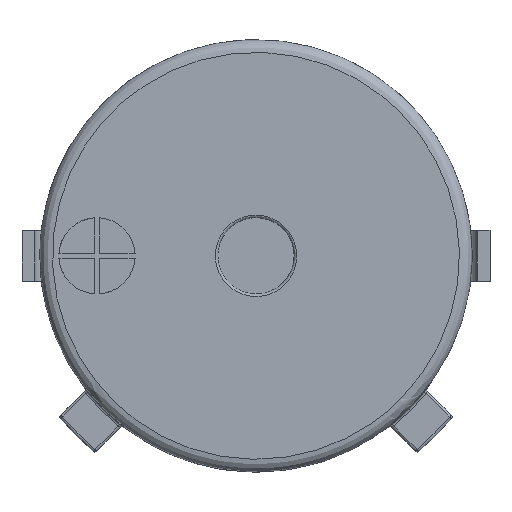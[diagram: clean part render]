
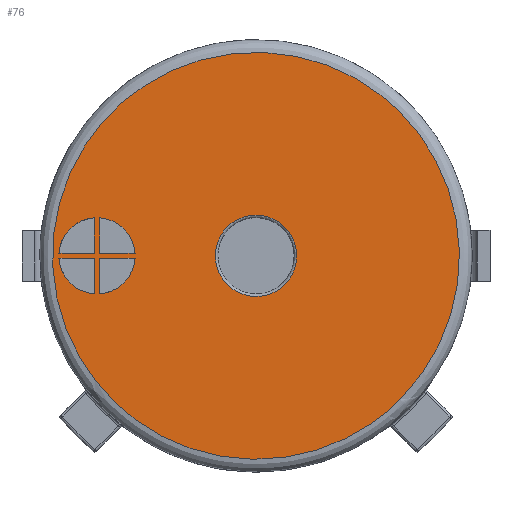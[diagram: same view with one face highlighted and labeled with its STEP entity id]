
A CAD part, top view. The second image highlights one B-rep face of the part: STEP entity #76.
In plain terms, the highlighted planar face has unit normal (0, 0, 1).
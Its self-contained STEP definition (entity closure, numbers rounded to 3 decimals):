
#58=FACE_BOUND('',#290,.T.);
#59=FACE_BOUND('',#291,.T.);
#60=FACE_BOUND('',#292,.T.);
#61=FACE_BOUND('',#293,.T.);
#62=FACE_BOUND('',#294,.T.);
#76=ADVANCED_FACE('',(#182,#58,#59,#60,#61,#62),#1598,.T.);
#182=FACE_OUTER_BOUND('',#289,.T.);
#289=EDGE_LOOP('',(#454));
#290=EDGE_LOOP('',(#455));
#291=EDGE_LOOP('',(#456,#457,#458));
#292=EDGE_LOOP('',(#459,#460,#461));
#293=EDGE_LOOP('',(#462,#463,#464));
#294=EDGE_LOOP('',(#465,#466,#467));
#454=ORIENTED_EDGE('',*,*,#919,.T.);
#455=ORIENTED_EDGE('',*,*,#922,.F.);
#456=ORIENTED_EDGE('',*,*,#1038,.T.);
#457=ORIENTED_EDGE('',*,*,#1040,.T.);
#458=ORIENTED_EDGE('',*,*,#1039,.T.);
#459=ORIENTED_EDGE('',*,*,#1047,.T.);
#460=ORIENTED_EDGE('',*,*,#1049,.T.);
#461=ORIENTED_EDGE('',*,*,#1048,.T.);
#462=ORIENTED_EDGE('',*,*,#1056,.T.);
#463=ORIENTED_EDGE('',*,*,#1058,.T.);
#464=ORIENTED_EDGE('',*,*,#1057,.T.);
#465=ORIENTED_EDGE('',*,*,#1065,.T.);
#466=ORIENTED_EDGE('',*,*,#1067,.T.);
#467=ORIENTED_EDGE('',*,*,#1066,.T.);
#919=EDGE_CURVE('',#1430,#1430,#1269,.T.);
#922=EDGE_CURVE('',#1433,#1433,#1272,.T.);
#1038=EDGE_CURVE('',#1503,#1504,#1376,.T.);
#1039=EDGE_CURVE('',#1505,#1503,#1377,.T.);
#1040=EDGE_CURVE('',#1504,#1505,#1378,.T.);
#1047=EDGE_CURVE('',#1509,#1510,#1385,.T.);
#1048=EDGE_CURVE('',#1511,#1509,#1386,.T.);
#1049=EDGE_CURVE('',#1510,#1511,#1387,.T.);
#1056=EDGE_CURVE('',#1515,#1516,#1394,.T.);
#1057=EDGE_CURVE('',#1517,#1515,#1395,.T.);
#1058=EDGE_CURVE('',#1516,#1517,#1396,.T.);
#1065=EDGE_CURVE('',#1521,#1522,#1403,.T.);
#1066=EDGE_CURVE('',#1523,#1521,#1404,.T.);
#1067=EDGE_CURVE('',#1522,#1523,#1405,.T.);
#1269=(
BOUNDED_CURVE()
B_SPLINE_CURVE(2,(#2428,#2429,#2430,#2431,#2432,#2433,#2434,#2435,#2436),
 .UNSPECIFIED.,.T.,.F.)
B_SPLINE_CURVE_WITH_KNOTS((3,2,2,2,3),(0.,12.566,25.132,
37.698,50.264),.UNSPECIFIED.)
CURVE()
GEOMETRIC_REPRESENTATION_ITEM()
RATIONAL_B_SPLINE_CURVE((1.,0.707,1.,0.707,1.,0.707,
1.,0.707,1.))
REPRESENTATION_ITEM('')
);
#1272=(
BOUNDED_CURVE()
B_SPLINE_CURVE(2,(#2449,#2450,#2451,#2452,#2453,#2454,#2455,#2456,#2457),
 .UNSPECIFIED.,.T.,.F.)
B_SPLINE_CURVE_WITH_KNOTS((3,2,2,2,3),(0.,2.513,5.026,
7.54,10.053),.UNSPECIFIED.)
CURVE()
GEOMETRIC_REPRESENTATION_ITEM()
RATIONAL_B_SPLINE_CURVE((1.,0.707,1.,0.707,1.,0.707,
1.,0.707,1.))
REPRESENTATION_ITEM('')
);
#1376=(
BOUNDED_CURVE()
B_SPLINE_CURVE(2,(#2794,#2795,#2796),.UNSPECIFIED.,.F.,.F.)
B_SPLINE_CURVE_WITH_KNOTS((3,3),(8.58,9.977),
 .UNSPECIFIED.)
CURVE()
GEOMETRIC_REPRESENTATION_ITEM()
RATIONAL_B_SPLINE_CURVE((1.,1.,1.))
REPRESENTATION_ITEM('')
);
#1377=(
BOUNDED_CURVE()
B_SPLINE_CURVE(2,(#2797,#2798,#2799),.UNSPECIFIED.,.F.,.F.)
B_SPLINE_CURVE_WITH_KNOTS((3,3),(7.183,8.58),
 .UNSPECIFIED.)
CURVE()
GEOMETRIC_REPRESENTATION_ITEM()
RATIONAL_B_SPLINE_CURVE((1.,1.,1.))
REPRESENTATION_ITEM('')
);
#1378=(
BOUNDED_CURVE()
B_SPLINE_CURVE(2,(#2800,#2801,#2802),.UNSPECIFIED.,.F.,.F.)
B_SPLINE_CURVE_WITH_KNOTS((3,3),(5.047,7.183),
 .UNSPECIFIED.)
CURVE()
GEOMETRIC_REPRESENTATION_ITEM()
RATIONAL_B_SPLINE_CURVE((1.,0.753,1.))
REPRESENTATION_ITEM('')
);
#1385=(
BOUNDED_CURVE()
B_SPLINE_CURVE(2,(#2818,#2819,#2820),.UNSPECIFIED.,.F.,.F.)
B_SPLINE_CURVE_WITH_KNOTS((3,3),(8.58,9.977),
 .UNSPECIFIED.)
CURVE()
GEOMETRIC_REPRESENTATION_ITEM()
RATIONAL_B_SPLINE_CURVE((1.,1.,1.))
REPRESENTATION_ITEM('')
);
#1386=(
BOUNDED_CURVE()
B_SPLINE_CURVE(2,(#2821,#2822,#2823),.UNSPECIFIED.,.F.,.F.)
B_SPLINE_CURVE_WITH_KNOTS((3,3),(7.183,8.58),
 .UNSPECIFIED.)
CURVE()
GEOMETRIC_REPRESENTATION_ITEM()
RATIONAL_B_SPLINE_CURVE((1.,1.,1.))
REPRESENTATION_ITEM('')
);
#1387=(
BOUNDED_CURVE()
B_SPLINE_CURVE(2,(#2824,#2825,#2826),.UNSPECIFIED.,.F.,.F.)
B_SPLINE_CURVE_WITH_KNOTS((3,3),(5.047,7.183),
 .UNSPECIFIED.)
CURVE()
GEOMETRIC_REPRESENTATION_ITEM()
RATIONAL_B_SPLINE_CURVE((1.,0.753,1.))
REPRESENTATION_ITEM('')
);
#1394=(
BOUNDED_CURVE()
B_SPLINE_CURVE(2,(#2842,#2843,#2844),.UNSPECIFIED.,.F.,.F.)
B_SPLINE_CURVE_WITH_KNOTS((3,3),(15.28,16.677),
 .UNSPECIFIED.)
CURVE()
GEOMETRIC_REPRESENTATION_ITEM()
RATIONAL_B_SPLINE_CURVE((1.,1.,1.))
REPRESENTATION_ITEM('')
);
#1395=(
BOUNDED_CURVE()
B_SPLINE_CURVE(2,(#2845,#2846,#2847),.UNSPECIFIED.,.F.,.F.)
B_SPLINE_CURVE_WITH_KNOTS((3,3),(13.883,15.28),
 .UNSPECIFIED.)
CURVE()
GEOMETRIC_REPRESENTATION_ITEM()
RATIONAL_B_SPLINE_CURVE((1.,1.,1.))
REPRESENTATION_ITEM('')
);
#1396=(
BOUNDED_CURVE()
B_SPLINE_CURVE(2,(#2848,#2849,#2850),.UNSPECIFIED.,.F.,.F.)
B_SPLINE_CURVE_WITH_KNOTS((3,3),(11.747,13.883),
 .UNSPECIFIED.)
CURVE()
GEOMETRIC_REPRESENTATION_ITEM()
RATIONAL_B_SPLINE_CURVE((1.,0.753,1.))
REPRESENTATION_ITEM('')
);
#1403=(
BOUNDED_CURVE()
B_SPLINE_CURVE(2,(#2866,#2867,#2868),.UNSPECIFIED.,.F.,.F.)
B_SPLINE_CURVE_WITH_KNOTS((3,3),(15.28,16.677),
 .UNSPECIFIED.)
CURVE()
GEOMETRIC_REPRESENTATION_ITEM()
RATIONAL_B_SPLINE_CURVE((1.,1.,1.))
REPRESENTATION_ITEM('')
);
#1404=(
BOUNDED_CURVE()
B_SPLINE_CURVE(2,(#2869,#2870,#2871),.UNSPECIFIED.,.F.,.F.)
B_SPLINE_CURVE_WITH_KNOTS((3,3),(13.883,15.28),
 .UNSPECIFIED.)
CURVE()
GEOMETRIC_REPRESENTATION_ITEM()
RATIONAL_B_SPLINE_CURVE((1.,1.,1.))
REPRESENTATION_ITEM('')
);
#1405=(
BOUNDED_CURVE()
B_SPLINE_CURVE(2,(#2872,#2873,#2874),.UNSPECIFIED.,.F.,.F.)
B_SPLINE_CURVE_WITH_KNOTS((3,3),(11.747,13.883),
 .UNSPECIFIED.)
CURVE()
GEOMETRIC_REPRESENTATION_ITEM()
RATIONAL_B_SPLINE_CURVE((1.,0.753,1.))
REPRESENTATION_ITEM('')
);
#1430=VERTEX_POINT('',#2293);
#1433=VERTEX_POINT('',#2296);
#1503=VERTEX_POINT('',#2366);
#1504=VERTEX_POINT('',#2367);
#1505=VERTEX_POINT('',#2368);
#1509=VERTEX_POINT('',#2372);
#1510=VERTEX_POINT('',#2373);
#1511=VERTEX_POINT('',#2374);
#1515=VERTEX_POINT('',#2378);
#1516=VERTEX_POINT('',#2379);
#1517=VERTEX_POINT('',#2380);
#1521=VERTEX_POINT('',#2384);
#1522=VERTEX_POINT('',#2385);
#1523=VERTEX_POINT('',#2386);
#1598=PLANE('',#1724);
#1724=AXIS2_PLACEMENT_3D('',#2120,#1775,$);
#1775=DIRECTION('',(0.,0.,1.));
#2120=CARTESIAN_POINT('',(-12.261,0.,5.));
#2293=CARTESIAN_POINT('',(5.657,-5.657,5.));
#2296=CARTESIAN_POINT('',(1.131,-1.131,5.));
#2366=CARTESIAN_POINT('',(-6.35,-0.1,5.));
#2367=CARTESIAN_POINT('',(-6.35,-1.497,5.));
#2368=CARTESIAN_POINT('',(-7.747,-0.1,5.));
#2372=CARTESIAN_POINT('',(-6.15,-0.1,5.));
#2373=CARTESIAN_POINT('',(-4.753,-0.1,5.));
#2374=CARTESIAN_POINT('',(-6.15,-1.497,5.));
#2378=CARTESIAN_POINT('',(-6.15,0.1,5.));
#2379=CARTESIAN_POINT('',(-6.15,1.497,5.));
#2380=CARTESIAN_POINT('',(-4.753,0.1,5.));
#2384=CARTESIAN_POINT('',(-6.35,0.1,5.));
#2385=CARTESIAN_POINT('',(-7.747,0.1,5.));
#2386=CARTESIAN_POINT('',(-6.35,1.497,5.));
#2428=CARTESIAN_POINT('',(5.657,-5.657,5.));
#2429=CARTESIAN_POINT('',(11.314,0.,5.));
#2430=CARTESIAN_POINT('',(5.657,5.657,5.));
#2431=CARTESIAN_POINT('',(0.,11.314,5.));
#2432=CARTESIAN_POINT('',(-5.657,5.657,5.));
#2433=CARTESIAN_POINT('',(-11.314,0.,5.));
#2434=CARTESIAN_POINT('',(-5.657,-5.657,5.));
#2435=CARTESIAN_POINT('',(0.,-11.314,5.));
#2436=CARTESIAN_POINT('',(5.657,-5.657,5.));
#2449=CARTESIAN_POINT('',(1.131,-1.131,5.));
#2450=CARTESIAN_POINT('',(2.263,0.,5.));
#2451=CARTESIAN_POINT('',(1.131,1.131,5.));
#2452=CARTESIAN_POINT('',(0.,2.263,5.));
#2453=CARTESIAN_POINT('',(-1.131,1.131,5.));
#2454=CARTESIAN_POINT('',(-2.263,0.,5.));
#2455=CARTESIAN_POINT('',(-1.131,-1.131,5.));
#2456=CARTESIAN_POINT('',(0.,-2.263,5.));
#2457=CARTESIAN_POINT('',(1.131,-1.131,5.));
#2794=CARTESIAN_POINT('',(-6.35,-0.1,5.));
#2795=CARTESIAN_POINT('',(-6.35,-0.798,5.));
#2796=CARTESIAN_POINT('',(-6.35,-1.497,5.));
#2797=CARTESIAN_POINT('',(-7.747,-0.1,5.));
#2798=CARTESIAN_POINT('',(-7.048,-0.1,5.));
#2799=CARTESIAN_POINT('',(-6.35,-0.1,5.));
#2800=CARTESIAN_POINT('',(-6.35,-1.497,5.));
#2801=CARTESIAN_POINT('',(-7.659,-1.409,5.));
#2802=CARTESIAN_POINT('',(-7.747,-0.1,5.));
#2818=CARTESIAN_POINT('',(-6.15,-0.1,5.));
#2819=CARTESIAN_POINT('',(-5.452,-0.1,5.));
#2820=CARTESIAN_POINT('',(-4.753,-0.1,5.));
#2821=CARTESIAN_POINT('',(-6.15,-1.497,5.));
#2822=CARTESIAN_POINT('',(-6.15,-0.798,5.));
#2823=CARTESIAN_POINT('',(-6.15,-0.1,5.));
#2824=CARTESIAN_POINT('',(-4.753,-0.1,5.));
#2825=CARTESIAN_POINT('',(-4.841,-1.409,5.));
#2826=CARTESIAN_POINT('',(-6.15,-1.497,5.));
#2842=CARTESIAN_POINT('',(-6.15,0.1,5.));
#2843=CARTESIAN_POINT('',(-6.15,0.798,5.));
#2844=CARTESIAN_POINT('',(-6.15,1.497,5.));
#2845=CARTESIAN_POINT('',(-4.753,0.1,5.));
#2846=CARTESIAN_POINT('',(-5.452,0.1,5.));
#2847=CARTESIAN_POINT('',(-6.15,0.1,5.));
#2848=CARTESIAN_POINT('',(-6.15,1.497,5.));
#2849=CARTESIAN_POINT('',(-4.841,1.409,5.));
#2850=CARTESIAN_POINT('',(-4.753,0.1,5.));
#2866=CARTESIAN_POINT('',(-6.35,0.1,5.));
#2867=CARTESIAN_POINT('',(-7.048,0.1,5.));
#2868=CARTESIAN_POINT('',(-7.747,0.1,5.));
#2869=CARTESIAN_POINT('',(-6.35,1.497,5.));
#2870=CARTESIAN_POINT('',(-6.35,0.798,5.));
#2871=CARTESIAN_POINT('',(-6.35,0.1,5.));
#2872=CARTESIAN_POINT('',(-7.747,0.1,5.));
#2873=CARTESIAN_POINT('',(-7.659,1.409,5.));
#2874=CARTESIAN_POINT('',(-6.35,1.497,5.));
